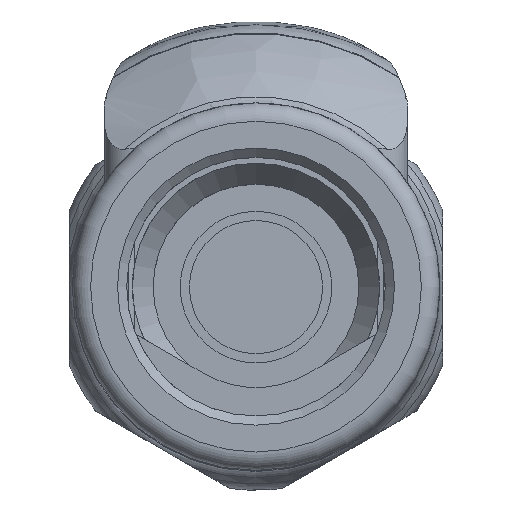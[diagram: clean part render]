
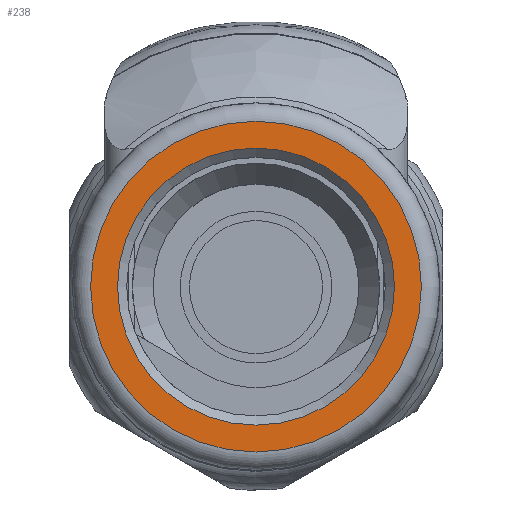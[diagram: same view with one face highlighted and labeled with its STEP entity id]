
A CAD part, top view. The second image highlights one B-rep face of the part: STEP entity #238.
In plain terms, the highlighted planar face has unit normal (0, 0, 1).
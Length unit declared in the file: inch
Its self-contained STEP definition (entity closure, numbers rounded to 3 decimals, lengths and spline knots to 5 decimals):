
#238 = ADVANCED_FACE( '', ( #575, #576 ), #577, .F. );
#575 = FACE_OUTER_BOUND( '', #1056, .T. );
#576 = FACE_BOUND( '', #1057, .T. );
#577 = PLANE( '', #1058 );
#1056 = EDGE_LOOP( '', ( #1718 ) );
#1057 = EDGE_LOOP( '', ( #1719 ) );
#1058 = AXIS2_PLACEMENT_3D( '', #1720, #1721, #1722 );
#1718 = ORIENTED_EDGE( '', *, *, #2845, .F. );
#1719 = ORIENTED_EDGE( '', *, *, #2846, .T. );
#1720 = CARTESIAN_POINT( '', ( 0., 0.3015, 0. ) );
#1721 = DIRECTION( '', ( 0., 0., -1. ) );
#1722 = DIRECTION( '', ( -1., 0., 0. ) );
#2845 = EDGE_CURVE( '', #3385, #3385, #3386, .T. );
#2846 = EDGE_CURVE( '', #3387, #3387, #3388, .T. );
#3385 = VERTEX_POINT( '', #4263 );
#3386 = CIRCLE( '', #4264, 0.36 );
#3387 = VERTEX_POINT( '', #4265 );
#3388 = CIRCLE( '', #4266, 0.3015 );
#4263 = CARTESIAN_POINT( '', ( -0.36, 0., 0. ) );
#4264 = AXIS2_PLACEMENT_3D( '', #5588, #5589, #5590 );
#4265 = CARTESIAN_POINT( '', ( -0.3015, 0., 0. ) );
#4266 = AXIS2_PLACEMENT_3D( '', #5591, #5592, #5593 );
#5588 = CARTESIAN_POINT( '', ( 0., 0., 0. ) );
#5589 = DIRECTION( '', ( 0., 0., -1. ) );
#5590 = DIRECTION( '', ( -1., 0., 0. ) );
#5591 = CARTESIAN_POINT( '', ( 0., 0., 0. ) );
#5592 = DIRECTION( '', ( 0., 0., -1. ) );
#5593 = DIRECTION( '', ( -1., 0., 0. ) );
